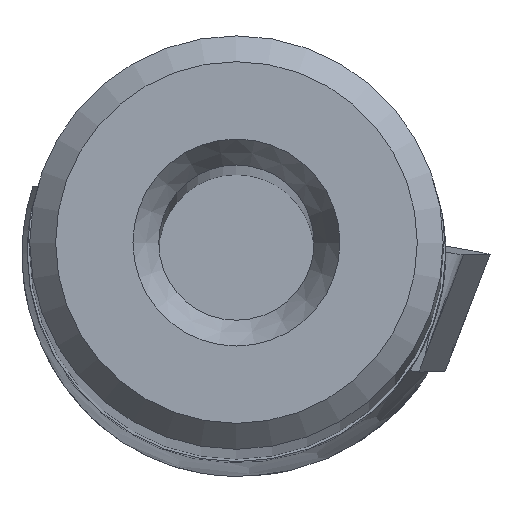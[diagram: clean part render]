
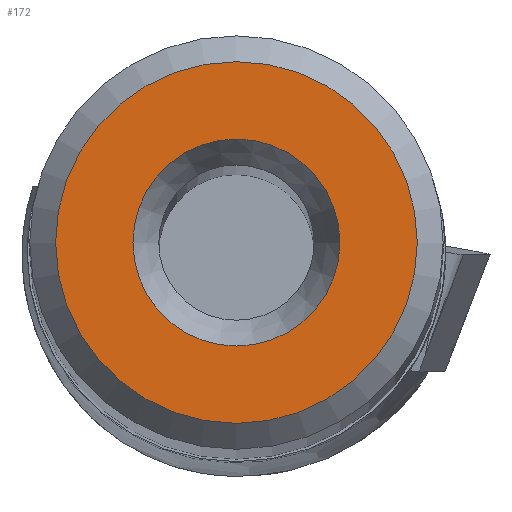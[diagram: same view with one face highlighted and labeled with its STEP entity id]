
A CAD part, top view. The second image highlights one B-rep face of the part: STEP entity #172.
In plain terms, the highlighted planar face has unit normal (0, 0, 1).
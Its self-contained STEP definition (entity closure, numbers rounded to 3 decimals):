
#172=ADVANCED_FACE('',(#338,#339),#204,.T.);
#204=PLANE('',#892);
#338=FACE_BOUND('',#380,.T.);
#339=FACE_BOUND('',#381,.T.);
#380=EDGE_LOOP('',(#499));
#381=EDGE_LOOP('',(#500));
#499=ORIENTED_EDGE('',*,*,#717,.T.);
#500=ORIENTED_EDGE('',*,*,#718,.F.);
#639=VERTEX_POINT('',#1368);
#640=VERTEX_POINT('',#1370);
#717=EDGE_CURVE('',#639,#639,#768,.T.);
#718=EDGE_CURVE('',#640,#640,#769,.T.);
#768=CIRCLE('',#890,2.);
#769=CIRCLE('',#891,3.494);
#890=AXIS2_PLACEMENT_3D('',#1367,#1048,#1049);
#891=AXIS2_PLACEMENT_3D('',#1369,#1050,#1051);
#892=AXIS2_PLACEMENT_3D('',#1371,#1052,#1053);
#1048=DIRECTION('',(0.,0.,-1.));
#1049=DIRECTION('',(-1.,0.,0.));
#1050=DIRECTION('',(0.,0.,-1.));
#1051=DIRECTION('',(-1.,0.,0.));
#1052=DIRECTION('',(0.,0.,1.));
#1053=DIRECTION('',(-1.,0.,0.));
#1367=CARTESIAN_POINT('',(0.,0.,0.));
#1368=CARTESIAN_POINT('',(-2.,0.,0.));
#1369=CARTESIAN_POINT('',(0.,0.,0.));
#1370=CARTESIAN_POINT('',(-3.494,0.,0.));
#1371=CARTESIAN_POINT('',(0.,0.,0.));
